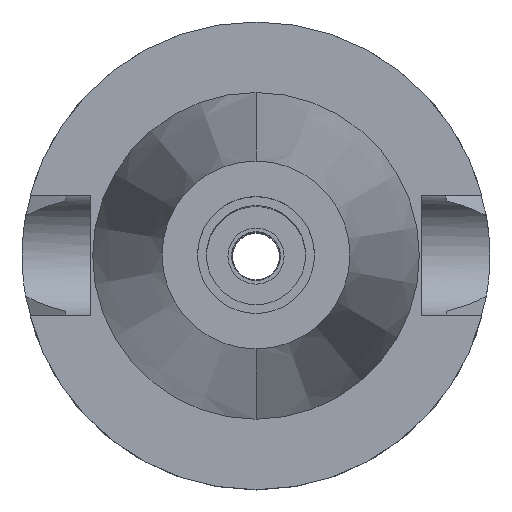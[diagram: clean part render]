
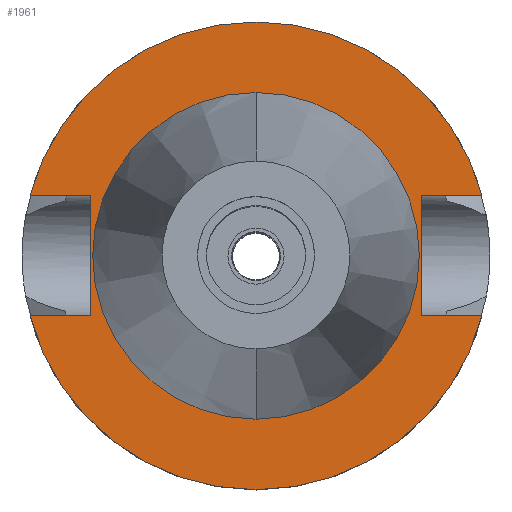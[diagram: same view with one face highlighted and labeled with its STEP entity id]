
A CAD part, top view. The second image highlights one B-rep face of the part: STEP entity #1961.
In plain terms, the highlighted planar face has unit normal (0, 0, 1).
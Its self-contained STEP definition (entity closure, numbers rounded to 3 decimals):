
#737=DIRECTION('',(1.,0.,0.));
#738=VECTOR('',#737,12.921);
#739=CARTESIAN_POINT('',(35.4,12.85,-1.5));
#740=LINE('',#739,#738);
#784=DIRECTION('',(0.,1.,0.));
#785=VECTOR('',#784,25.7);
#786=CARTESIAN_POINT('',(-35.4,-12.85,-1.5));
#787=LINE('',#786,#785);
#791=DIRECTION('',(-1.,0.,0.));
#792=VECTOR('',#791,12.921);
#793=CARTESIAN_POINT('',(-35.4,12.85,-1.5));
#794=LINE('',#793,#792);
#798=CARTESIAN_POINT('',(0.,0.,-1.5));
#799=DIRECTION('',(0.,0.,-1.));
#800=DIRECTION('',(-0.966,0.257,0.));
#801=AXIS2_PLACEMENT_3D('',#798,#799,#800);
#806=CARTESIAN_POINT('',(0.,0.,-1.5));
#807=DIRECTION('',(0.,0.,-1.));
#808=DIRECTION('',(0.,1.,0.));
#809=AXIS2_PLACEMENT_3D('',#806,#807,#808);
#814=DIRECTION('',(0.,-1.,0.));
#815=VECTOR('',#814,25.7);
#816=CARTESIAN_POINT('',(35.4,12.85,-1.5));
#817=LINE('',#816,#815);
#821=DIRECTION('',(1.,0.,0.));
#822=VECTOR('',#821,12.921);
#823=CARTESIAN_POINT('',(35.4,-12.85,-1.5));
#824=LINE('',#823,#822);
#828=CARTESIAN_POINT('',(0.,0.,-1.5));
#829=DIRECTION('',(0.,0.,-1.));
#830=DIRECTION('',(0.966,-0.257,0.));
#831=AXIS2_PLACEMENT_3D('',#828,#829,#830);
#836=CARTESIAN_POINT('',(0.,0.,-1.5));
#837=DIRECTION('',(0.,0.,-1.));
#838=DIRECTION('',(0.,-1.,0.));
#839=AXIS2_PLACEMENT_3D('',#836,#837,#838);
#844=CARTESIAN_POINT('',(0.,0.,-1.5));
#845=DIRECTION('',(0.,0.,1.));
#846=DIRECTION('',(0.,-1.,0.));
#847=AXIS2_PLACEMENT_3D('',#844,#845,#846);
#852=CARTESIAN_POINT('',(0.,0.,-1.5));
#853=DIRECTION('',(0.,0.,1.));
#854=DIRECTION('',(0.,1.,0.));
#855=AXIS2_PLACEMENT_3D('',#852,#853,#854);
#890=DIRECTION('',(-1.,0.,0.));
#891=VECTOR('',#890,12.921);
#892=CARTESIAN_POINT('',(-35.4,-12.85,-1.5));
#893=LINE('',#892,#891);
#1260=CARTESIAN_POINT('',(-35.4,-12.85,-1.5));
#1261=VERTEX_POINT('',#1260);
#1262=CARTESIAN_POINT('',(-48.321,-12.85,-1.5));
#1263=VERTEX_POINT('',#1262);
#1266=CARTESIAN_POINT('',(-35.4,12.85,-1.5));
#1267=VERTEX_POINT('',#1266);
#1268=CARTESIAN_POINT('',(-48.321,12.85,-1.5));
#1269=VERTEX_POINT('',#1268);
#1270=CARTESIAN_POINT('',(0.,50.,-1.5));
#1271=CARTESIAN_POINT('',(48.321,12.85,-1.5));
#1272=VERTEX_POINT('',#1270);
#1273=VERTEX_POINT('',#1271);
#1274=CARTESIAN_POINT('',(35.4,12.85,-1.5));
#1275=VERTEX_POINT('',#1274);
#1276=CARTESIAN_POINT('',(35.4,-12.85,-1.5));
#1277=VERTEX_POINT('',#1276);
#1278=CARTESIAN_POINT('',(48.321,-12.85,-1.5));
#1279=VERTEX_POINT('',#1278);
#1280=CARTESIAN_POINT('',(0.,-50.,-1.5));
#1281=VERTEX_POINT('',#1280);
#1282=CARTESIAN_POINT('',(0.,-34.925,-1.5));
#1283=CARTESIAN_POINT('',(0.,34.925,-1.5));
#1284=VERTEX_POINT('',#1282);
#1285=VERTEX_POINT('',#1283);
#1930=CARTESIAN_POINT('',(0.,0.,-1.5));
#1931=DIRECTION('',(0.,0.,-1.));
#1932=DIRECTION('',(0.,-1.,0.));
#1933=AXIS2_PLACEMENT_3D('',#1930,#1931,#1932);
#1934=PLANE('',#1933);
#1936=ORIENTED_EDGE('',*,*,#1935,.T.);
#1938=ORIENTED_EDGE('',*,*,#1937,.T.);
#1940=ORIENTED_EDGE('',*,*,#1939,.T.);
#1942=ORIENTED_EDGE('',*,*,#1941,.T.);
#1943=ORIENTED_EDGE('',*,*,#1906,.F.);
#1944=ORIENTED_EDGE('',*,*,#1920,.T.);
#1946=ORIENTED_EDGE('',*,*,#1945,.T.);
#1948=ORIENTED_EDGE('',*,*,#1947,.T.);
#1950=ORIENTED_EDGE('',*,*,#1949,.T.);
#1952=ORIENTED_EDGE('',*,*,#1951,.F.);
#1953=EDGE_LOOP('',(#1936,#1938,#1940,#1942,#1943,#1944,#1946,#1948,#1950,
#1952));
#1954=FACE_OUTER_BOUND('',#1953,.F.);
#1956=ORIENTED_EDGE('',*,*,#1955,.T.);
#1958=ORIENTED_EDGE('',*,*,#1957,.T.);
#1959=EDGE_LOOP('',(#1956,#1958));
#1960=FACE_BOUND('',#1959,.F.);
#802=CIRCLE('',#801,50.);
#810=CIRCLE('',#809,50.);
#832=CIRCLE('',#831,50.);
#840=CIRCLE('',#839,50.);
#848=CIRCLE('',#847,34.925);
#856=CIRCLE('',#855,34.925);
#1906=EDGE_CURVE('',#1275,#1273,#740,.T.);
#1920=EDGE_CURVE('',#1275,#1277,#817,.T.);
#1935=EDGE_CURVE('',#1261,#1267,#787,.T.);
#1937=EDGE_CURVE('',#1267,#1269,#794,.T.);
#1939=EDGE_CURVE('',#1269,#1272,#802,.T.);
#1941=EDGE_CURVE('',#1272,#1273,#810,.T.);
#1945=EDGE_CURVE('',#1277,#1279,#824,.T.);
#1947=EDGE_CURVE('',#1279,#1281,#832,.T.);
#1949=EDGE_CURVE('',#1281,#1263,#840,.T.);
#1951=EDGE_CURVE('',#1261,#1263,#893,.T.);
#1955=EDGE_CURVE('',#1284,#1285,#848,.T.);
#1957=EDGE_CURVE('',#1285,#1284,#856,.T.);
#1961=ADVANCED_FACE('',(#1954,#1960),#1934,.F.);
